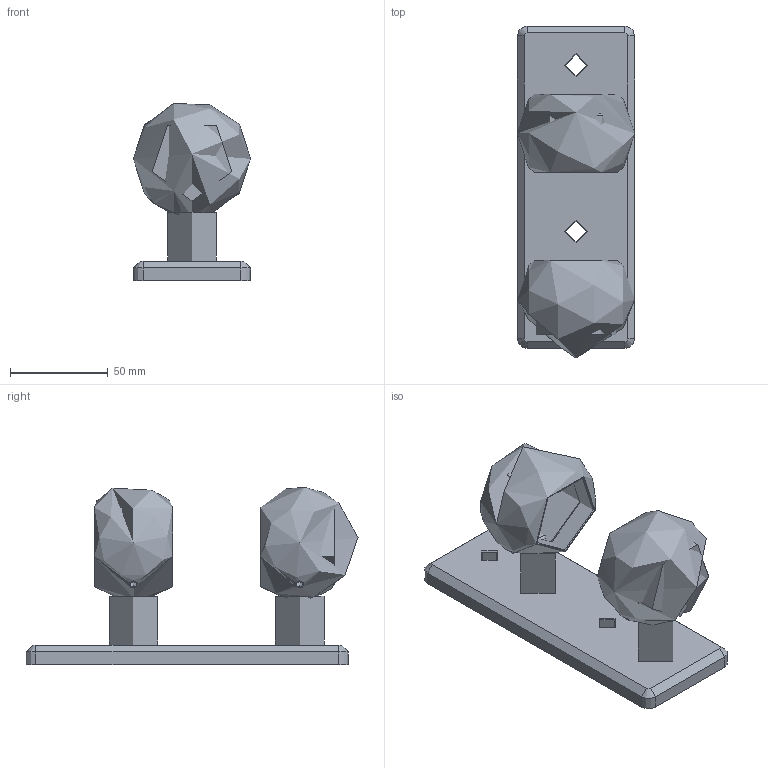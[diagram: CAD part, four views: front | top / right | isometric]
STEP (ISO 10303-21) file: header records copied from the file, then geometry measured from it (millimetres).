
FILE_DESCRIPTION (( 'STEP AP203' ), '1' );
FILE_NAME ('50140-240.step', '2020-06-09T14:51:49', ( '' ), ( '' ), 'SwSTEP 2.0', 'SolidWorks 2015', '' );
FILE_SCHEMA (( 'CONFIG_CONTROL_DESIGN' ));
Length unit declared in the file: millimetre
Products named in the file (17): DIN-7991 M3-M10_DIN7991 M10x40; 5014X-240 Teil3; 5014X-240 Teil3_50140-240 Teil3; 5014X-240 Teil2; DIN-7991 M3-M10; 5014X-240 Teil1_50140-240 Teil1; 5014X-240 Teil2_5014X-240 Teil2; 5014X-240 Teil1; 50140-240; DIN913_DIN 913 M6x10; 5014X-240 Teil4; DIN913; 5014X-240 Teil4_50140-240 Teil4
Assembly tree (13 placements, depth 2):
  5014X-240 Teil3
  5014X-240 Teil2
  5014X-240 Teil1
  50140-240
    DIN913
    DIN913
    DIN-7991 M3-M10
    DIN-7991 M3-M10
  50140-240
    5014X-240 Teil1_50140-240 Teil1
    5014X-240 Teil2_5014X-240 Teil2  x2
    5014X-240 Teil4_50140-240 Teil4
    5014X-240 Teil3_50140-240 Teil3
    DIN913_DIN 913 M6x10  x2
    DIN-7991 M3-M10_DIN7991 M10x40  x2
Bounding box: 60 x 169.89 x 90.69 mm (x, y, z)
Volume: 200427.5 mm3; surface area: 65105.6 mm2
Topology: 9 solids, 9 shells, 368 faces, 924 edges, 602 vertices
Faces by surface type: plane 210, bspline 91, cone 33, cylinder 30, sphere 4
Full cylindrical faces by diameter (mm): 5 x2, 6 x2, 8.5 x2, 10 x2, 10.5 x6, 20 x2, 20.5 x2, 25 x2, 42.8 x4, 44.8 x2
Entity records: 19851 total; most frequent: CARTESIAN_POINT 11079, ORIENTED_EDGE 1534, DIRECTION 1167, EDGE_CURVE 767, VERTEX_POINT 524, VECTOR 503, LINE 503, EDGE_LOOP 417
